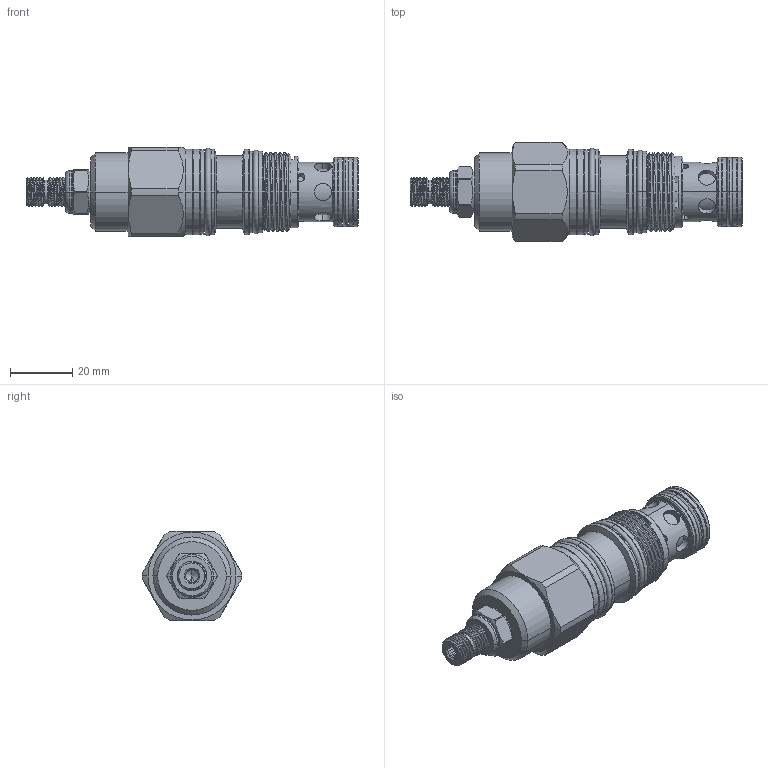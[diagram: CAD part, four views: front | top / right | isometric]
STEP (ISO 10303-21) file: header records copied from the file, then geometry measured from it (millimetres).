
FILE_DESCRIPTION (( 'STEP AP203' ), '1' );
FILE_NAME ('LO2A3A(3B)(3C)(3D)(3E)-L.STEP', '2016-05-31T03:29:06', ( '' ), ( '' ), 'SwSTEP 2.0', 'SolidWorks 2012', '' );
FILE_SCHEMA (( 'CONFIG_CONTROL_DESIGN' ));
Length unit declared in the file: millimetre
Products named in the file (1): LO2A3A(3B)(3C)(3D)(3E)-L
Bounding box: 106.4 x 31.8 x 28.57 mm (x, y, z)
Volume: 43550.1 mm3; surface area: 12991.3 mm2
Topology: 4 solids, 4 shells, 292 faces, 698 edges, 435 vertices
Faces by surface type: cylinder 146, plane 59, cone 44, torus 36, bspline 7
Entity records: 17138 total; most frequent: CARTESIAN_POINT 10505, ORIENTED_EDGE 1392, DIRECTION 1380, EDGE_CURVE 696, AXIS2_PLACEMENT_3D 581, VERTEX_POINT 435, EDGE_LOOP 321, CIRCLE 295
